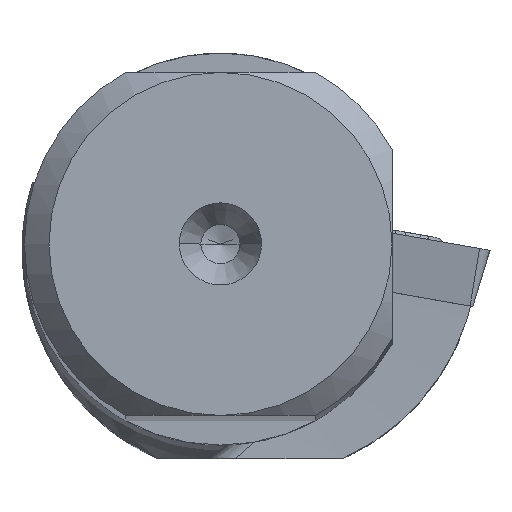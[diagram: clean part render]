
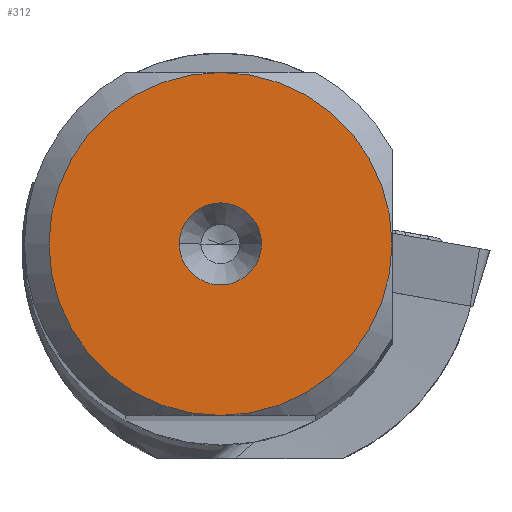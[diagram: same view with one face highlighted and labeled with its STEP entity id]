
A CAD part, top view. The second image highlights one B-rep face of the part: STEP entity #312.
In plain terms, the highlighted planar face has unit normal (0, 0, 1).
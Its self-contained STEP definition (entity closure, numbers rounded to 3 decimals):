
#312=ADVANCED_FACE('',(#386,#387),#376,.T.);
#376=PLANE('',#1973);
#386=FACE_BOUND('',#449,.T.);
#387=FACE_BOUND('',#450,.T.);
#449=EDGE_LOOP('',(#821,#822,#823));
#450=EDGE_LOOP('',(#824,#825));
#821=ORIENTED_EDGE('',*,*,#1344,.F.);
#822=ORIENTED_EDGE('',*,*,#1345,.F.);
#823=ORIENTED_EDGE('',*,*,#1340,.F.);
#824=ORIENTED_EDGE('',*,*,#1346,.F.);
#825=ORIENTED_EDGE('',*,*,#1347,.F.);
#1104=VERTEX_POINT('',#3143);
#1117=VERTEX_POINT('',#3184);
#1118=VERTEX_POINT('',#3192);
#1119=VERTEX_POINT('',#3208);
#1120=VERTEX_POINT('',#3209);
#1340=EDGE_CURVE('',#1118,#1117,#1485,.T.);
#1344=EDGE_CURVE('',#1104,#1118,#1486,.T.);
#1345=EDGE_CURVE('',#1117,#1104,#1487,.T.);
#1346=EDGE_CURVE('',#1119,#1120,#1488,.T.);
#1347=EDGE_CURVE('',#1120,#1119,#1489,.T.);
#1485=CIRCLE('',#1965,7.);
#1486=CIRCLE('',#1968,7.);
#1487=CIRCLE('',#1970,7.);
#1488=CIRCLE('',#1971,1.675);
#1489=CIRCLE('',#1972,1.675);
#1965=AXIS2_PLACEMENT_3D('',#3191,#2369,#2370);
#1968=AXIS2_PLACEMENT_3D('',#3204,#2376,#2377);
#1970=AXIS2_PLACEMENT_3D('',#3206,#2380,#2381);
#1971=AXIS2_PLACEMENT_3D('',#3207,#2382,#2383);
#1972=AXIS2_PLACEMENT_3D('',#3210,#2384,#2385);
#1973=AXIS2_PLACEMENT_3D('',#3211,#2386,#2387);
#2369=DIRECTION('',(0.,0.,-1.));
#2370=DIRECTION('',(0.,-1.,0.));
#2376=DIRECTION('',(0.,0.,-1.));
#2377=DIRECTION('',(1.,0.,0.));
#2380=DIRECTION('',(0.,0.,-1.));
#2381=DIRECTION('',(0.,1.,0.));
#2382=DIRECTION('',(0.,0.,1.));
#2383=DIRECTION('',(-1.,0.,0.));
#2384=DIRECTION('',(0.,0.,1.));
#2385=DIRECTION('',(1.,0.,0.));
#2386=DIRECTION('',(0.,0.,1.));
#2387=DIRECTION('',(1.,0.,0.));
#3143=CARTESIAN_POINT('',(7.,0.,0.));
#3184=CARTESIAN_POINT('',(0.,7.,0.));
#3191=CARTESIAN_POINT('',(0.,0.,0.));
#3192=CARTESIAN_POINT('',(0.,-7.,0.));
#3204=CARTESIAN_POINT('',(0.,0.,0.));
#3206=CARTESIAN_POINT('',(0.,0.,0.));
#3207=CARTESIAN_POINT('',(0.,0.,0.));
#3208=CARTESIAN_POINT('',(-1.675,0.,0.));
#3209=CARTESIAN_POINT('',(1.675,0.,0.));
#3210=CARTESIAN_POINT('',(0.,0.,0.));
#3211=CARTESIAN_POINT('',(0.,0.,0.));
